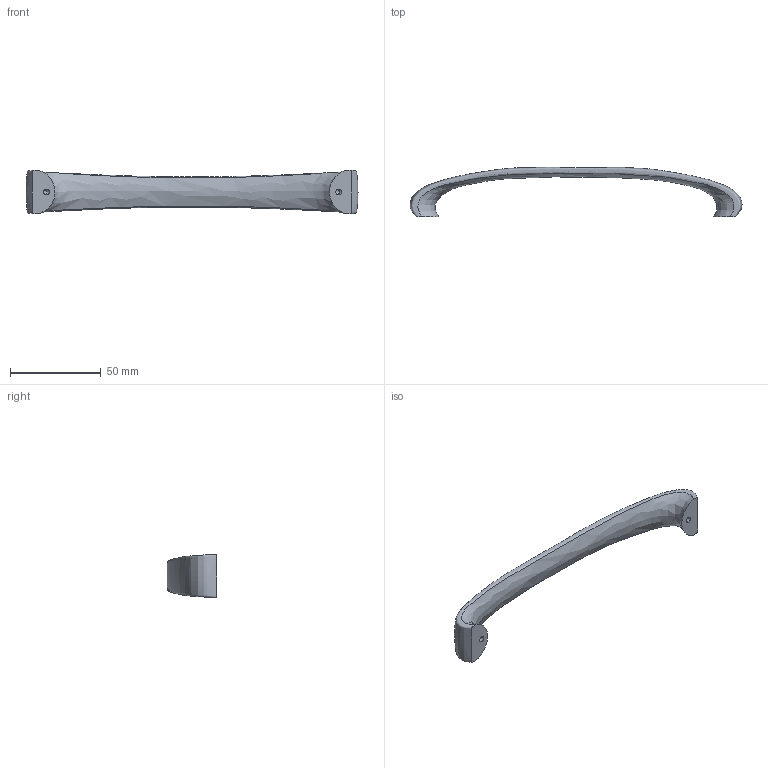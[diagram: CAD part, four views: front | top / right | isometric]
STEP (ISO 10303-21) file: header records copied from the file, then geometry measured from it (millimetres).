
FILE_DESCRIPTION (( 'STEP AP214' ), '1' );
FILE_NAME ('F002597,F002599_3D.step', '2022-07-07T08:10:41', ( '' ), ( '' ), 'SwSTEP 2.0', 'SolidWorks 2020', '' );
FILE_SCHEMA (( 'AUTOMOTIVE_DESIGN' ));
Length unit declared in the file: millimetre
Products named in the file (1): F002597,F002599_3D
Bounding box: 182.79 x 27.16 x 24 mm (x, y, z)
Volume: 21779.1 mm3; surface area: 9604.5 mm2
Topology: 1 solids, 1 shells, 13 faces, 37 edges, 24 vertices
Faces by surface type: cylinder 4, cone 4, bspline 3, plane 2
Entity records: 2808 total; most frequent: CARTESIAN_POINT 2405, DIRECTION 68, ORIENTED_EDGE 66, EDGE_CURVE 33, AXIS2_PLACEMENT_3D 27, VERTEX_POINT 24, CIRCLE 16, EDGE_LOOP 15
